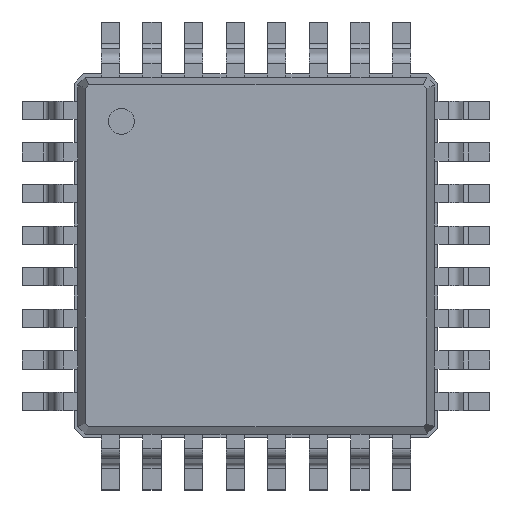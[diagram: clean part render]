
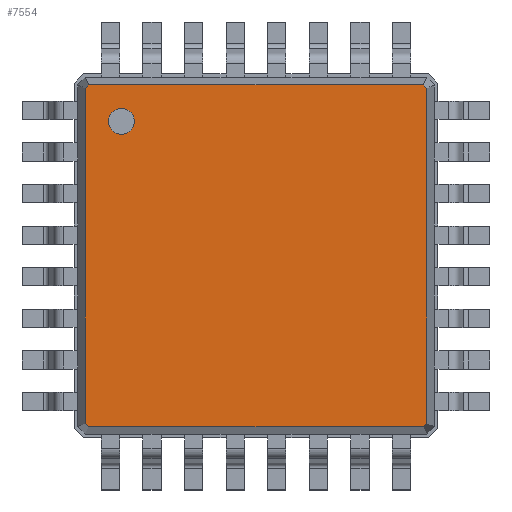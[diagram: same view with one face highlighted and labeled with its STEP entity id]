
A CAD part, top view. The second image highlights one B-rep face of the part: STEP entity #7554.
In plain terms, the highlighted planar face has unit normal (0, 0, 1).
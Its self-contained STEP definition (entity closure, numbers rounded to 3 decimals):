
#13=DIRECTION('',(0.,0.,1.));
#27=VECTOR('',#28,1.);
#28=DIRECTION('',(1.,0.,0.));
#115=VECTOR('',#116,1.);
#116=DIRECTION('',(0.707,-0.707,0.));
#122=VECTOR('',#123,1.);
#123=DIRECTION('',(0.,-1.,0.));
#129=VECTOR('',#130,1.);
#130=DIRECTION('',(-0.707,-0.707,0.));
#136=VECTOR('',#137,1.);
#137=DIRECTION('',(-1.,0.,0.));
#143=VECTOR('',#144,1.);
#144=DIRECTION('',(-0.707,0.707,0.));
#150=VECTOR('',#151,1.);
#151=DIRECTION('',(0.,1.,0.));
#155=VECTOR('',#156,1.);
#156=DIRECTION('',(0.707,0.707,0.));
#3133=VERTEX_POINT('',#3134);
#3134=CARTESIAN_POINT('',(-3.287,3.218,1.5));
#3136=ORIENTED_EDGE('',*,*,#3137,.F.);
#3137=EDGE_CURVE('',#3138,#3133,#3140,.T.);
#3138=VERTEX_POINT('',#3139);
#3139=CARTESIAN_POINT('',(-3.287,-3.218,1.5));
#3140=LINE('',#3139,#150);
#3151=VERTEX_POINT('',#3152);
#3152=CARTESIAN_POINT('',(-3.218,3.287,1.5));
#3154=ORIENTED_EDGE('',*,*,#3155,.F.);
#3155=EDGE_CURVE('',#3133,#3151,#3156,.T.);
#3156=LINE('',#3134,#155);
#3189=VERTEX_POINT('',#3190);
#3190=CARTESIAN_POINT('',(3.218,3.287,1.5));
#3192=ORIENTED_EDGE('',*,*,#3193,.F.);
#3193=EDGE_CURVE('',#3151,#3189,#3194,.T.);
#3194=LINE('',#3152,#27);
#3925=VERTEX_POINT('',#3926);
#3926=CARTESIAN_POINT('',(3.287,3.218,1.5));
#3928=ORIENTED_EDGE('',*,*,#3929,.F.);
#3929=EDGE_CURVE('',#3189,#3925,#3930,.T.);
#3930=LINE('',#3190,#115);
#4003=VERTEX_POINT('',#4004);
#4004=CARTESIAN_POINT('',(3.287,-3.218,1.5));
#4006=ORIENTED_EDGE('',*,*,#4007,.F.);
#4007=EDGE_CURVE('',#3925,#4003,#4008,.T.);
#4008=LINE('',#3926,#122);
#7554=ADVANCED_FACE('',(#7555,#7570),#7580,.T.);
#7555=FACE_BOUND('',#7556,.T.);
#7556=EDGE_LOOP('',(#3192,#3154,#3136,#7557,#7562,#7567,#4006,#3928));
#7557=ORIENTED_EDGE('',*,*,#7558,.F.);
#7558=EDGE_CURVE('',#7559,#3138,#7561,.T.);
#7559=VERTEX_POINT('',#7560);
#7560=CARTESIAN_POINT('',(-3.218,-3.287,1.5));
#7561=LINE('',#7560,#143);
#7562=ORIENTED_EDGE('',*,*,#7563,.F.);
#7563=EDGE_CURVE('',#7564,#7559,#7566,.T.);
#7564=VERTEX_POINT('',#7565);
#7565=CARTESIAN_POINT('',(3.218,-3.287,1.5));
#7566=LINE('',#7565,#136);
#7567=ORIENTED_EDGE('',*,*,#7568,.F.);
#7568=EDGE_CURVE('',#4003,#7564,#7569,.T.);
#7569=LINE('',#4004,#129);
#7570=FACE_BOUND('',#7571,.T.);
#7571=EDGE_LOOP('',(#7572));
#7572=ORIENTED_EDGE('',*,*,#7573,.T.);
#7573=EDGE_CURVE('',#7574,#7574,#7576,.T.);
#7574=VERTEX_POINT('',#7575);
#7575=CARTESIAN_POINT('',(-2.587,2.337,1.5));
#7576=CIRCLE('',#7577,0.25);
#7577=AXIS2_PLACEMENT_3D('',#7578,#7579,#123);
#7578=CARTESIAN_POINT('',(-2.587,2.587,1.5));
#7579=DIRECTION('',(0.,-0.,-1.));
#7580=PLANE('',#7581);
#7581=AXIS2_PLACEMENT_3D('',#3152,#13,#7582);
#7582=DIRECTION('',(0.7,-0.715,0.));
